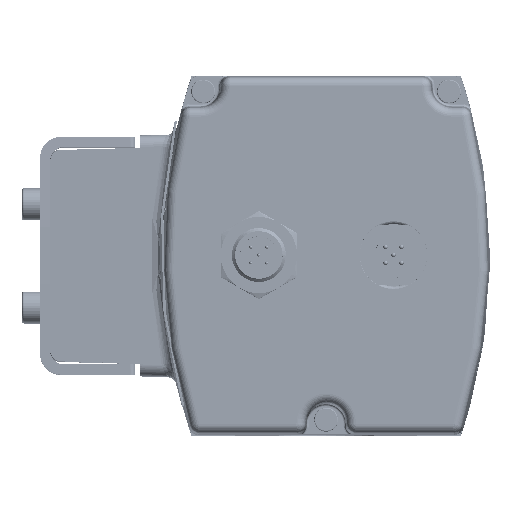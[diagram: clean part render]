
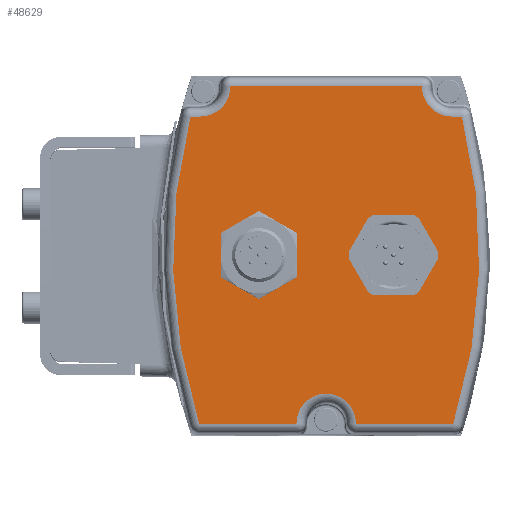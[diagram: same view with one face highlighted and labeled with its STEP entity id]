
A CAD part, top view. The second image highlights one B-rep face of the part: STEP entity #48629.
In plain terms, the highlighted planar face has unit normal (0, 0, 1).
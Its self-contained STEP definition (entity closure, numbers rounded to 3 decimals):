
#1549=PLANE('',#65568);
#3717=LINE('',#95622,#7353);
#3718=LINE('',#95625,#7354);
#3719=LINE('',#95629,#7355);
#3720=LINE('',#95633,#7356);
#3721=LINE('',#95635,#7357);
#3722=LINE('',#95639,#7358);
#3723=LINE('',#95641,#7359);
#3724=LINE('',#95645,#7360);
#3725=LINE('',#95649,#7361);
#7353=VECTOR('',#74559,1000.);
#7354=VECTOR('',#74560,1000.);
#7355=VECTOR('',#74563,1000.);
#7356=VECTOR('',#74566,1000.);
#7357=VECTOR('',#74567,1000.);
#7358=VECTOR('',#74570,1000.);
#7359=VECTOR('',#74571,1000.);
#7360=VECTOR('',#74574,1000.);
#7361=VECTOR('',#74577,1000.);
#11888=CIRCLE('',#65569,6.625);
#11889=CIRCLE('',#65570,124.625);
#11890=CIRCLE('',#65571,6.625);
#11891=CIRCLE('',#65572,124.625);
#11892=CIRCLE('',#65573,6.625);
#11893=CIRCLE('',#65574,7.6);
#11894=CIRCLE('',#65575,7.6);
#18981=ORIENTED_EDGE('',*,*,#29828,.T.);
#18982=ORIENTED_EDGE('',*,*,#29829,.T.);
#18983=ORIENTED_EDGE('',*,*,#29830,.T.);
#18984=ORIENTED_EDGE('',*,*,#29831,.T.);
#18985=ORIENTED_EDGE('',*,*,#29832,.T.);
#18986=ORIENTED_EDGE('',*,*,#29833,.T.);
#18987=ORIENTED_EDGE('',*,*,#29834,.T.);
#18988=ORIENTED_EDGE('',*,*,#29835,.T.);
#18989=ORIENTED_EDGE('',*,*,#29836,.T.);
#18990=ORIENTED_EDGE('',*,*,#29837,.T.);
#18991=ORIENTED_EDGE('',*,*,#29838,.T.);
#18992=ORIENTED_EDGE('',*,*,#29839,.T.);
#18993=ORIENTED_EDGE('',*,*,#29840,.T.);
#18994=ORIENTED_EDGE('',*,*,#29841,.T.);
#18995=ORIENTED_EDGE('',*,*,#29842,.T.);
#18996=ORIENTED_EDGE('',*,*,#29843,.T.);
#29828=EDGE_CURVE('',#35716,#35717,#3717,.F.);
#29829=EDGE_CURVE('',#35717,#35718,#3718,.T.);
#29830=EDGE_CURVE('',#35718,#35719,#11888,.F.);
#29831=EDGE_CURVE('',#35719,#35720,#3719,.T.);
#29832=EDGE_CURVE('',#35720,#35721,#11889,.T.);
#29833=EDGE_CURVE('',#35721,#35722,#3720,.F.);
#29834=EDGE_CURVE('',#35722,#35723,#3721,.T.);
#29835=EDGE_CURVE('',#35723,#35724,#11890,.F.);
#29836=EDGE_CURVE('',#35724,#35725,#3722,.T.);
#29837=EDGE_CURVE('',#35725,#35726,#3723,.F.);
#29838=EDGE_CURVE('',#35726,#35727,#11891,.T.);
#29839=EDGE_CURVE('',#35727,#35728,#3724,.T.);
#29840=EDGE_CURVE('',#35728,#35729,#11892,.F.);
#29841=EDGE_CURVE('',#35729,#35716,#3725,.T.);
#29842=EDGE_CURVE('',#35730,#35730,#11893,.T.);
#29843=EDGE_CURVE('',#35731,#35731,#11894,.T.);
#35716=VERTEX_POINT('',#95623);
#35717=VERTEX_POINT('',#95624);
#35718=VERTEX_POINT('',#95626);
#35719=VERTEX_POINT('',#95628);
#35720=VERTEX_POINT('',#95630);
#35721=VERTEX_POINT('',#95632);
#35722=VERTEX_POINT('',#95634);
#35723=VERTEX_POINT('',#95636);
#35724=VERTEX_POINT('',#95638);
#35725=VERTEX_POINT('',#95640);
#35726=VERTEX_POINT('',#95642);
#35727=VERTEX_POINT('',#95644);
#35728=VERTEX_POINT('',#95646);
#35729=VERTEX_POINT('',#95648);
#35730=VERTEX_POINT('',#95651);
#35731=VERTEX_POINT('',#95653);
#40489=EDGE_LOOP('',(#18981,#18982,#18983,#18984,#18985,#18986,#18987,#18988,
#18989,#18990,#18991,#18992,#18993,#18994));
#40490=EDGE_LOOP('',(#18995));
#40491=EDGE_LOOP('',(#18996));
#44648=FACE_BOUND('',#40489,.T.);
#44649=FACE_BOUND('',#40490,.T.);
#44650=FACE_BOUND('',#40491,.T.);
#48629=ADVANCED_FACE('',(#44648,#44649,#44650),#1549,.T.);
#65568=AXIS2_PLACEMENT_3D('',#95621,#74557,#74558);
#65569=AXIS2_PLACEMENT_3D('',#95627,#74561,#74562);
#65570=AXIS2_PLACEMENT_3D('',#95631,#74564,#74565);
#65571=AXIS2_PLACEMENT_3D('',#95637,#74568,#74569);
#65572=AXIS2_PLACEMENT_3D('',#95643,#74572,#74573);
#65573=AXIS2_PLACEMENT_3D('',#95647,#74575,#74576);
#65574=AXIS2_PLACEMENT_3D('',#95650,#74578,#74579);
#65575=AXIS2_PLACEMENT_3D('',#95652,#74580,#74581);
#74557=DIRECTION('',(0.,0.,1.));
#74558=DIRECTION('',(1.,0.,0.));
#74559=DIRECTION('',(0.,-1.,0.));
#74560=DIRECTION('',(-1.,0.,0.));
#74561=DIRECTION('',(0.,0.,1.));
#74562=DIRECTION('',(1.,0.,0.));
#74563=DIRECTION('',(0.,1.,0.));
#74564=DIRECTION('',(0.,0.,1.));
#74565=DIRECTION('',(1.,0.,0.));
#74566=DIRECTION('',(0.,1.,0.));
#74567=DIRECTION('',(1.,0.,0.));
#74568=DIRECTION('',(0.,0.,1.));
#74569=DIRECTION('',(1.,0.,0.));
#74570=DIRECTION('',(-1.,0.,0.));
#74571=DIRECTION('',(0.,1.,0.));
#74572=DIRECTION('',(0.,0.,1.));
#74573=DIRECTION('',(1.,0.,0.));
#74574=DIRECTION('',(0.,1.,0.));
#74575=DIRECTION('',(0.,0.,1.));
#74576=DIRECTION('',(1.,0.,0.));
#74577=DIRECTION('',(1.,0.,0.));
#74578=DIRECTION('',(0.,0.,-1.));
#74579=DIRECTION('',(0.,1.,0.));
#74580=DIRECTION('',(0.,0.,-1.));
#74581=DIRECTION('',(0.,1.,0.));
#95621=CARTESIAN_POINT('',(0.,90.5,45.));
#95622=CARTESIAN_POINT('',(37.625,23.357,45.));
#95623=CARTESIAN_POINT('',(37.625,-21.375,45.));
#95624=CARTESIAN_POINT('',(37.625,21.375,45.));
#95625=CARTESIAN_POINT('',(0.,21.375,45.));
#95626=CARTESIAN_POINT('',(37.5,21.375,45.));
#95627=CARTESIAN_POINT('',(37.5,28.,45.));
#95628=CARTESIAN_POINT('',(30.875,28.,45.));
#95629=CARTESIAN_POINT('',(30.875,90.5,45.));
#95630=CARTESIAN_POINT('',(30.875,30.24,45.));
#95631=CARTESIAN_POINT('',(0.,-90.5,45.));
#95632=CARTESIAN_POINT('',(-37.625,28.309,45.));
#95633=CARTESIAN_POINT('',(-37.625,4.643,45.));
#95634=CARTESIAN_POINT('',(-37.625,6.625,45.));
#95635=CARTESIAN_POINT('',(0.,6.625,45.));
#95636=CARTESIAN_POINT('',(-37.496,6.625,45.));
#95637=CARTESIAN_POINT('',(-37.496,0.,45.));
#95638=CARTESIAN_POINT('',(-37.496,-6.625,45.));
#95639=CARTESIAN_POINT('',(0.,-6.625,45.));
#95640=CARTESIAN_POINT('',(-37.625,-6.625,45.));
#95641=CARTESIAN_POINT('',(-37.625,-29.753,45.));
#95642=CARTESIAN_POINT('',(-37.625,-28.309,45.));
#95643=CARTESIAN_POINT('',(0.,90.5,45.));
#95644=CARTESIAN_POINT('',(30.875,-30.24,45.));
#95645=CARTESIAN_POINT('',(30.875,90.5,45.));
#95646=CARTESIAN_POINT('',(30.875,-28.,45.));
#95647=CARTESIAN_POINT('',(37.5,-28.,45.));
#95648=CARTESIAN_POINT('',(37.5,-21.375,45.));
#95649=CARTESIAN_POINT('',(0.,-21.375,45.));
#95650=CARTESIAN_POINT('',(0.,-15.,45.));
#95651=CARTESIAN_POINT('',(0.,-7.4,45.));
#95652=CARTESIAN_POINT('',(0.,15.,45.));
#95653=CARTESIAN_POINT('',(0.,22.6,45.));
